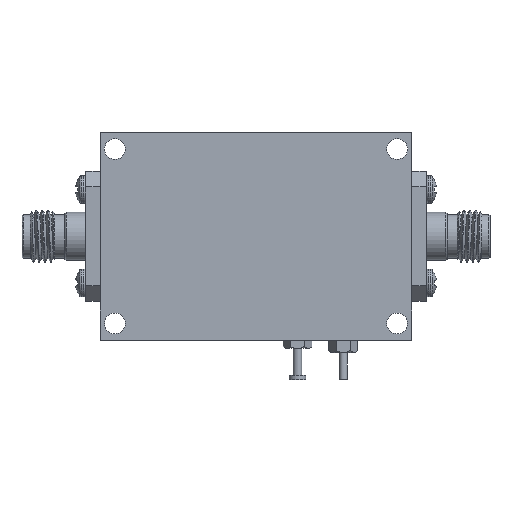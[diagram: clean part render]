
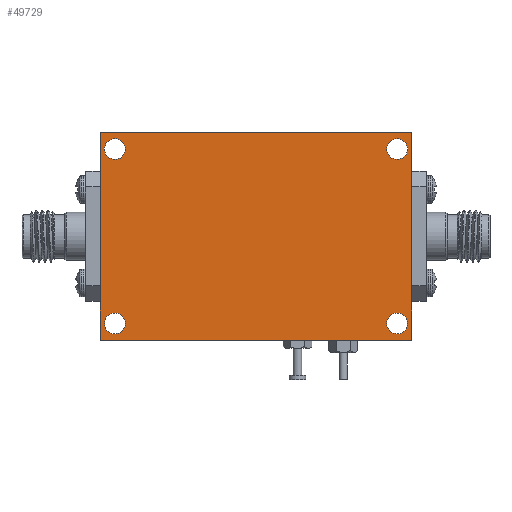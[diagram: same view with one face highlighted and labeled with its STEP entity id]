
A CAD part, front view. The second image highlights one B-rep face of the part: STEP entity #49729.
In plain terms, the highlighted planar face has unit normal (0, -1, 0).
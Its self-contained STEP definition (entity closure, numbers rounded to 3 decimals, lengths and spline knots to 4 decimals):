
#403 = VERTEX_POINT ( 'NONE', #57060 ) ;
#454 = EDGE_CURVE ( 'NONE', #38340, #38340, #45144, .T. ) ;
#1458 = DIRECTION ( 'NONE',  ( 0., 0., 1. ) ) ;
#1913 = CIRCLE ( 'NONE', #34273, 0.05 ) ;
#1923 = ORIENTED_EDGE ( 'NONE', *, *, #19736, .T. ) ;
#3281 = DIRECTION ( 'NONE',  ( 0., 0., -1. ) ) ;
#4390 = CARTESIAN_POINT ( 'NONE',  ( -0.75, -0.2, 0.5 ) ) ;
#5509 = CARTESIAN_POINT ( 'NONE',  ( -0.68, -0.2, -0.42 ) ) ;
#5902 = CIRCLE ( 'NONE', #10117, 0.05 ) ;
#8422 = DIRECTION ( 'NONE',  ( 0., 1., 0. ) ) ;
#8715 = ORIENTED_EDGE ( 'NONE', *, *, #59057, .F. ) ;
#9015 = VERTEX_POINT ( 'NONE', #4390 ) ;
#10117 = AXIS2_PLACEMENT_3D ( 'NONE', #23322, #58626, #28850 ) ;
#10485 = CARTESIAN_POINT ( 'NONE',  ( 0.68, -0.2, 0.47 ) ) ;
#10633 = EDGE_CURVE ( 'NONE', #62878, #62878, #1913, .T. ) ;
#10678 = EDGE_CURVE ( 'NONE', #33126, #33126, #24887, .T. ) ;
#10768 = CARTESIAN_POINT ( 'NONE',  ( -0.75, -0.2, 0.5 ) ) ;
#13154 = CARTESIAN_POINT ( 'NONE',  ( -0.68, -0.2, -0.37 ) ) ;
#14836 = FACE_BOUND ( 'NONE', #32815, .T. ) ;
#15442 = AXIS2_PLACEMENT_3D ( 'NONE', #23476, #8422, #33924 ) ;
#18002 = CARTESIAN_POINT ( 'NONE',  ( -0.75, -0.2, -0.5 ) ) ;
#18520 = ORIENTED_EDGE ( 'NONE', *, *, #46707, .F. ) ;
#19736 = EDGE_CURVE ( 'NONE', #54974, #54974, #5902, .T. ) ;
#20067 = DIRECTION ( 'NONE',  ( 0., -1., 0. ) ) ;
#20581 = LINE ( 'NONE', #10768, #31347 ) ;
#21102 = CARTESIAN_POINT ( 'NONE',  ( -0.75, -0.2, -0.5 ) ) ;
#21577 = VERTEX_POINT ( 'NONE', #22683 ) ;
#22683 = CARTESIAN_POINT ( 'NONE',  ( 0.75, -0.2, 0.5 ) ) ;
#23322 = CARTESIAN_POINT ( 'NONE',  ( 0.68, -0.2, 0.42 ) ) ;
#23476 = CARTESIAN_POINT ( 'NONE',  ( 0.68, -0.2, -0.42 ) ) ;
#24118 = ORIENTED_EDGE ( 'NONE', *, *, #10678, .T. ) ;
#24887 = CIRCLE ( 'NONE', #15442, 0.05 ) ;
#25394 = EDGE_LOOP ( 'NONE', ( #28480 ) ) ;
#25660 = DIRECTION ( 'NONE',  ( 0., 1., 0. ) ) ;
#28480 = ORIENTED_EDGE ( 'NONE', *, *, #454, .T. ) ;
#28850 = DIRECTION ( 'NONE',  ( 0., 0., 1. ) ) ;
#29244 = FACE_OUTER_BOUND ( 'NONE', #44348, .T. ) ;
#29722 = DIRECTION ( 'NONE',  ( 0., 1., 0. ) ) ;
#30692 = DIRECTION ( 'NONE',  ( 0., 0., 1. ) ) ;
#31347 = VECTOR ( 'NONE', #54626, 39.3701 ) ;
#31698 = ORIENTED_EDGE ( 'NONE', *, *, #46892, .F. ) ;
#31860 = EDGE_CURVE ( 'NONE', #403, #40731, #42878, .T. ) ;
#32815 = EDGE_LOOP ( 'NONE', ( #36004 ) ) ;
#33126 = VERTEX_POINT ( 'NONE', #53063 ) ;
#33924 = DIRECTION ( 'NONE',  ( 0., 0., 1. ) ) ;
#34273 = AXIS2_PLACEMENT_3D ( 'NONE', #5509, #29722, #30692 ) ;
#34469 = FACE_BOUND ( 'NONE', #37972, .T. ) ;
#35230 = VECTOR ( 'NONE', #3281, 39.3701 ) ;
#36004 = ORIENTED_EDGE ( 'NONE', *, *, #10633, .T. ) ;
#36811 = VECTOR ( 'NONE', #37966, 39.3701 ) ;
#37162 = DIRECTION ( 'NONE',  ( 1., 0., 0. ) ) ;
#37966 = DIRECTION ( 'NONE',  ( -1., 0., 0. ) ) ;
#37972 = EDGE_LOOP ( 'NONE', ( #1923 ) ) ;
#38340 = VERTEX_POINT ( 'NONE', #43252 ) ;
#40347 = DIRECTION ( 'NONE',  ( 0., 0., -1. ) ) ;
#40674 = FACE_BOUND ( 'NONE', #47394, .T. ) ;
#40731 = VERTEX_POINT ( 'NONE', #21102 ) ;
#42400 = CARTESIAN_POINT ( 'NONE',  ( -0.75, -0.2, 0.5 ) ) ;
#42878 = LINE ( 'NONE', #18002, #36811 ) ;
#43252 = CARTESIAN_POINT ( 'NONE',  ( -0.68, -0.2, 0.47 ) ) ;
#43600 = ORIENTED_EDGE ( 'NONE', *, *, #31860, .F. ) ;
#44348 = EDGE_LOOP ( 'NONE', ( #8715, #31698, #18520, #43600 ) ) ;
#44935 = PLANE ( 'NONE',  #55483 ) ;
#44987 = VECTOR ( 'NONE', #37162, 39.3701 ) ;
#45144 = CIRCLE ( 'NONE', #61858, 0.05 ) ;
#46277 = CARTESIAN_POINT ( 'NONE',  ( -0.68, -0.2, 0.42 ) ) ;
#46707 = EDGE_CURVE ( 'NONE', #40731, #9015, #20581, .T. ) ;
#46892 = EDGE_CURVE ( 'NONE', #9015, #21577, #63308, .T. ) ;
#47394 = EDGE_LOOP ( 'NONE', ( #24118 ) ) ;
#47442 = CARTESIAN_POINT ( 'NONE',  ( 0.75, -0.2, 0.5 ) ) ;
#49729 = ADVANCED_FACE ( 'NONE', ( #29244, #14836, #40674, #49835, #34469 ), #44935, .T. ) ;
#49835 = FACE_BOUND ( 'NONE', #25394, .T. ) ;
#52342 = LINE ( 'NONE', #47442, #35230 ) ;
#53063 = CARTESIAN_POINT ( 'NONE',  ( 0.68, -0.2, -0.37 ) ) ;
#54626 = DIRECTION ( 'NONE',  ( 0., 0., 1. ) ) ;
#54974 = VERTEX_POINT ( 'NONE', #10485 ) ;
#55064 = CARTESIAN_POINT ( 'NONE',  ( 0., -0.2, 0. ) ) ;
#55483 = AXIS2_PLACEMENT_3D ( 'NONE', #55064, #20067, #40347 ) ;
#57060 = CARTESIAN_POINT ( 'NONE',  ( 0.75, -0.2, -0.5 ) ) ;
#58626 = DIRECTION ( 'NONE',  ( 0., 1., 0. ) ) ;
#59057 = EDGE_CURVE ( 'NONE', #21577, #403, #52342, .T. ) ;
#61858 = AXIS2_PLACEMENT_3D ( 'NONE', #46277, #25660, #1458 ) ;
#62878 = VERTEX_POINT ( 'NONE', #13154 ) ;
#63308 = LINE ( 'NONE', #42400, #44987 ) ;
